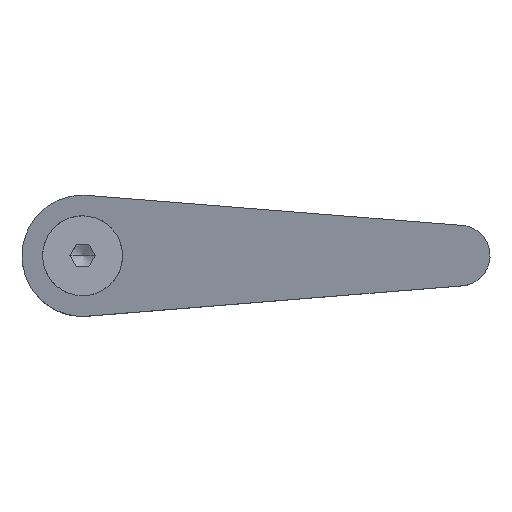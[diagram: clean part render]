
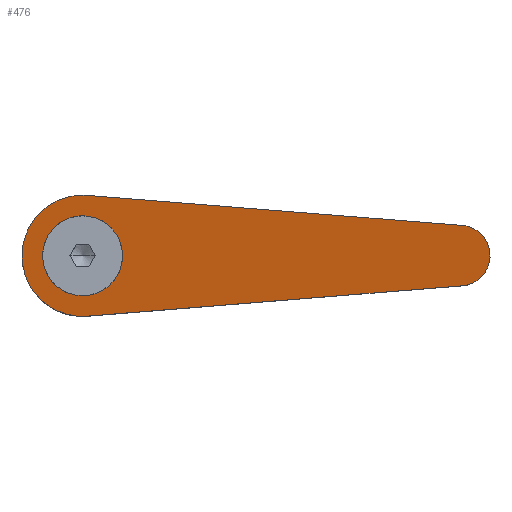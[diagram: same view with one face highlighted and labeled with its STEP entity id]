
A CAD part, top view. The second image highlights one B-rep face of the part: STEP entity #476.
In plain terms, the highlighted planar face has unit normal (-0.259, 0, 0.966).
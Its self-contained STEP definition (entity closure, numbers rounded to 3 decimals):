
#198=VERTEX_POINT('',#549);
#214=EDGE_CURVE('',#306,#298,#566,.T.);
#220=EDGE_CURVE('',#478,#198,#573,.T.);
#226=EDGE_CURVE('',#198,#494,#579,.T.);
#236=EDGE_CURVE('',#494,#478,#589,.T.);
#248=VERTEX_POINT('',#603);
#298=VERTEX_POINT('',#656);
#306=VERTEX_POINT('',#664);
#352=EDGE_CURVE('',#420,#248,#718,.T.);
#380=EDGE_CURVE('',#248,#306,#747,.T.);
#420=VERTEX_POINT('',#789);
#444=VERTEX_POINT('',#817);
#476=ADVANCED_FACE('',(#853,#854),#855,.F.);
#478=VERTEX_POINT('',#857);
#482=EDGE_CURVE('',#444,#420,#861,.T.);
#494=VERTEX_POINT('',#877);
#520=EDGE_CURVE('',#298,#444,#907,.T.);
#549=CARTESIAN_POINT('',(-0.793,7.207,52.638));
#566=LINE('',#956,#957);
#573=ELLIPSE('',#967,7.506,7.25);
#579=ELLIPSE('',#974,7.506,7.25);
#589=ELLIPSE('',#992,7.506,7.25);
#603=CARTESIAN_POINT('',(-11.0,0.,49.9));
#656=CARTESIAN_POINT('',(68.942,-5.482,71.34));
#664=CARTESIAN_POINT('',(0.883,-10.964,53.087));
#718=ELLIPSE('',#1174,11.389,11.0);
#747=ELLIPSE('',#1214,11.389,11.0);
#789=CARTESIAN_POINT('',(0.883,10.964,53.087));
#817=CARTESIAN_POINT('',(68.942,5.482,71.34));
#853=FACE_OUTER_BOUND('',#1398,.T.);
#854=FACE_BOUND('',#1399,.T.);
#855=PLANE('',#1400);
#857=CARTESIAN_POINT('',(0.,7.25,52.85));
#861=LINE('',#1409,#1410);
#877=CARTESIAN_POINT('',(0.,-7.25,52.85));
#907=ELLIPSE('',#1476,5.694,5.5);
#956=CARTESIAN_POINT('',(71.308,-5.292,71.975));
#957=VECTOR('',#1513,1.0);
#967=AXIS2_PLACEMENT_3D('',#1525,#1526,#1527);
#974=AXIS2_PLACEMENT_3D('',#1532,#1533,#1534);
#992=AXIS2_PLACEMENT_3D('',#1541,#1542,#1543);
#1174=AXIS2_PLACEMENT_3D('',#1674,#1675,#1676);
#1214=AXIS2_PLACEMENT_3D('',#1696,#1697,#1698);
#1398=EDGE_LOOP('',(#1814,#1815,#1816,#1817,#1818));
#1399=EDGE_LOOP('',(#1819,#1820,#1821));
#1400=AXIS2_PLACEMENT_3D('',#1822,#1823,#1824);
#1409=CARTESIAN_POINT('',(39.549,7.85,63.457));
#1410=VECTOR('',#1826,1.0);
#1476=AXIS2_PLACEMENT_3D('',#1899,#1900,#1901);
#1513=DIRECTION('',(0.963,0.078,0.258));
#1525=CARTESIAN_POINT('',(0.,0.,52.85));
#1526=DIRECTION('',(-0.259,0.,0.966));
#1527=DIRECTION('',(-0.966,0.0,-0.259));
#1532=CARTESIAN_POINT('',(0.,0.,52.85));
#1533=DIRECTION('',(-0.259,0.,0.966));
#1534=DIRECTION('',(-0.966,0.0,-0.259));
#1541=CARTESIAN_POINT('',(0.,0.,52.85));
#1542=DIRECTION('',(-0.259,0.,0.966));
#1543=DIRECTION('',(-0.966,0.0,-0.259));
#1674=CARTESIAN_POINT('',(0.,0.,52.85));
#1675=DIRECTION('',(-0.259,0.,0.966));
#1676=DIRECTION('',(-0.966,0.,-0.259));
#1696=CARTESIAN_POINT('',(0.,0.,52.85));
#1697=DIRECTION('',(-0.259,0.,0.966));
#1698=DIRECTION('',(-0.966,0.,-0.259));
#1814=ORIENTED_EDGE('',*,*,#352,.T.);
#1815=ORIENTED_EDGE('',*,*,#380,.T.);
#1816=ORIENTED_EDGE('',*,*,#214,.T.);
#1817=ORIENTED_EDGE('',*,*,#520,.T.);
#1818=ORIENTED_EDGE('',*,*,#482,.T.);
#1819=ORIENTED_EDGE('',*,*,#226,.F.);
#1820=ORIENTED_EDGE('',*,*,#220,.F.);
#1821=ORIENTED_EDGE('',*,*,#236,.F.);
#1822=CARTESIAN_POINT('',(32.975,0.,61.694));
#1823=DIRECTION('',(0.259,0.,-0.966));
#1824=DIRECTION('',(0.25,0.966,0.067));
#1826=DIRECTION('',(-0.963,0.078,-0.258));
#1899=CARTESIAN_POINT('',(68.5,0.0,71.222));
#1900=DIRECTION('',(-0.259,0.,0.966));
#1901=DIRECTION('',(0.966,0.,0.259));
